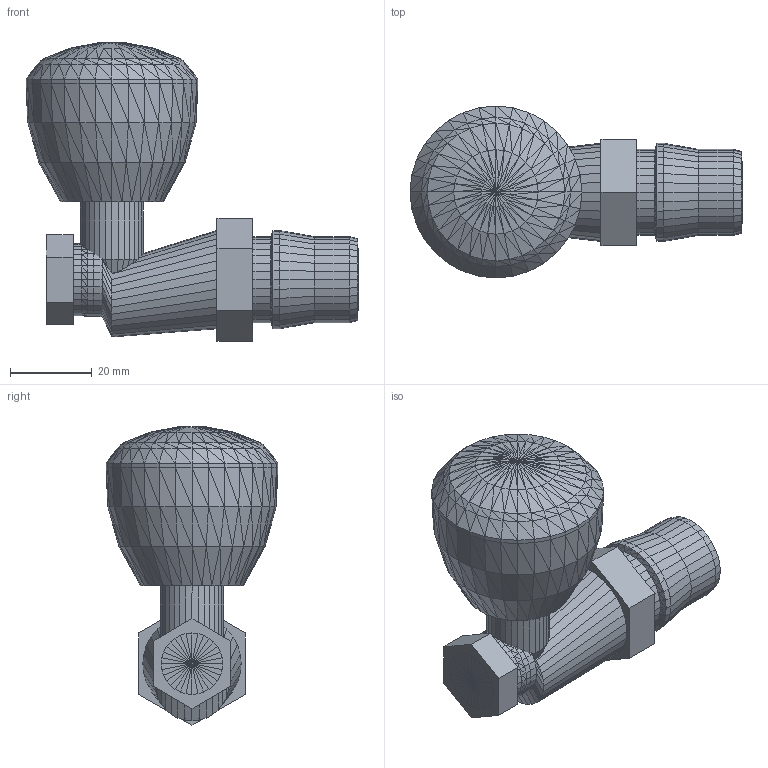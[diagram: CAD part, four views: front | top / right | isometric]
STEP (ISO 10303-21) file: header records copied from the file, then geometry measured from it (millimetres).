
FILE_DESCRIPTION((''),'2;1');
FILE_NAME('MAV_STRAIGHT_DN15_003L1838_3D','2023-09-20T15:28:48',('U331767'),('Danfoss'),'CREO PARAMETRIC BY PTC INC, 2022124','CREO PARAMETRIC BY PTC INC, 2022124','');
FILE_SCHEMA(('CONFIG_CONTROL_DESIGN'));
Length unit declared in the file: millimetre
Products named in the file (1): MAV_STRAIGHT_DN15_003L1838_3D
Bounding box: 81.11 x 42 x 72.84 mm (x, y, z)
Volume: 28651.4 mm3; surface area: 17339.1 mm2
Topology: 2 solids, 16 shells, 1464 faces, 2825 edges, 1382 vertices
Faces by surface type: plane 1464
Entity records: 34562 total; most frequent: CARTESIAN_POINT 6013, DIRECTION 5755, ORIENTED_EDGE 5202, VECTOR 2825, LINE 2825, EDGE_CURVE 2825, VERTEX_POINT 1723, EDGE_LOOP 1467
